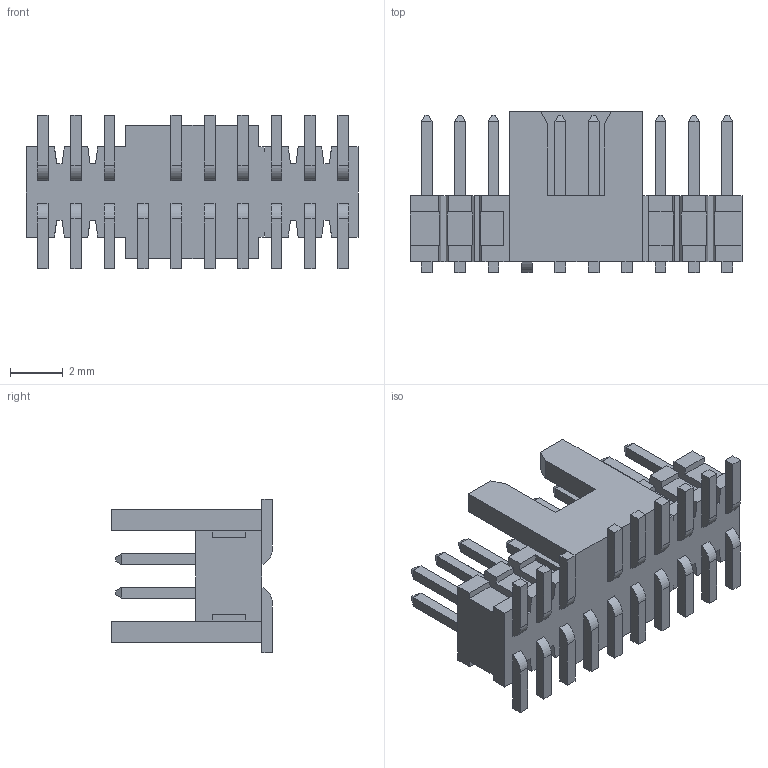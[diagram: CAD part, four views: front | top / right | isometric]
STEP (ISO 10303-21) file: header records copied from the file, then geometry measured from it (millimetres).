
FILE_DESCRIPTION (( 'STEP AP203' ), '1' );
FILE_NAME ('FTSH-110-01-X-DV-007-K.step', '2014-12-17T20:18:59', ( 'test' ), ( 'samtec' ), 'SwSTEP 2.0', 'SolidWorks 2014', '' );
FILE_SCHEMA (( 'CONFIG_CONTROL_DESIGN' ));
Length unit declared in the file: inch
Products named in the file (1): FTSH-110-01-X-DV-007-K
Bounding box: 12.62 x 6.12 x 5.84 mm (x, y, z)
Volume: 160 mm3; surface area: 424.5 mm2
Topology: 1 solids, 1 shells, 397 faces, 1010 edges, 634 vertices
Faces by surface type: plane 378, cylinder 19
Entity records: 11677 total; most frequent: CARTESIAN_POINT 2042, ORIENTED_EDGE 2020, DIRECTION 1844, EDGE_CURVE 1010, VECTOR 972, LINE 972, VERTEX_POINT 634, AXIS2_PLACEMENT_3D 436
